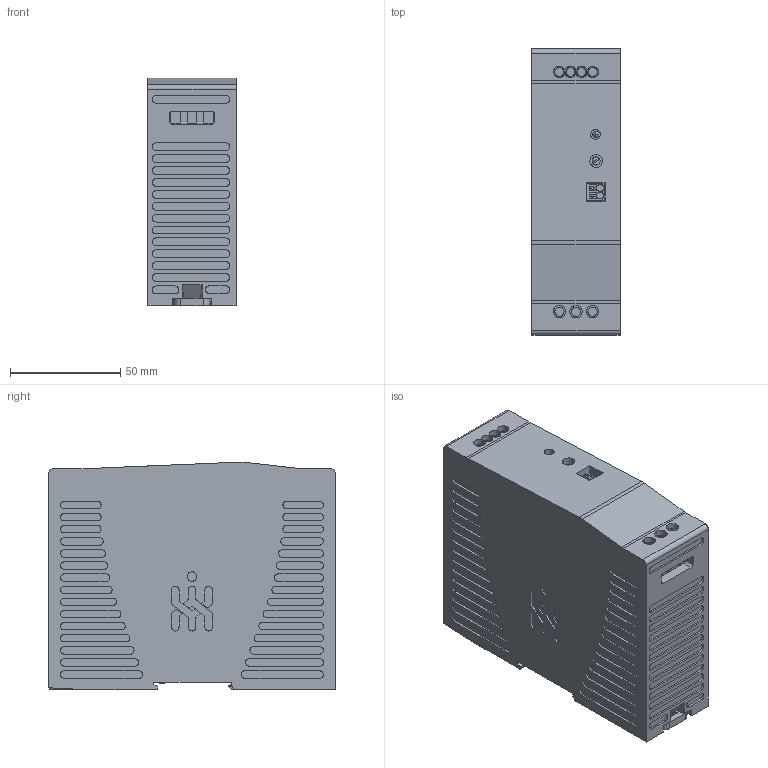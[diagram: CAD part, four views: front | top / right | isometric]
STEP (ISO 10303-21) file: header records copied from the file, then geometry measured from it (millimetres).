
FILE_DESCRIPTION(('CATIA V5R22 STEP214','CAx-IF Rec.Pracs.--- Model Styling and Organization---1.4--- 2014-01-23'),'2;1');
FILE_NAME ('1386637-1_0', '2022-05-25T14:00:24+00:00', ('Weidmueller Interface'), ('Weidmueller'), 'CATIA Version 5-6 Release 2016 SP3 HF44', 'CATIA V5 STEP AP214', 'none');
FILE_SCHEMA(('AUTOMOTIVE_DESIGN { 1 0 10303 214 1 1 1 1 }'));
Length unit declared in the file: millimetre
Products named in the file (1): 120W
Bounding box: 40 x 130 x 103.53 mm (x, y, z)
Volume: 513335.7 mm3; surface area: 56394 mm2
Topology: 7 solids, 9 shells, 938 faces, 2549 edges, 1719 vertices
Faces by surface type: plane 564, cylinder 309, extrusion 42, bspline 15, cone 4, sphere 4
Entity records: 33361 total; most frequent: CARTESIAN_POINT 10629, ORIENTED_EDGE 5090, DIRECTION 3819, EDGE_CURVE 2545, VERTEX_POINT 1719, VECTOR 1707, LINE 1665, AXIS2_PLACEMENT_3D 1258
